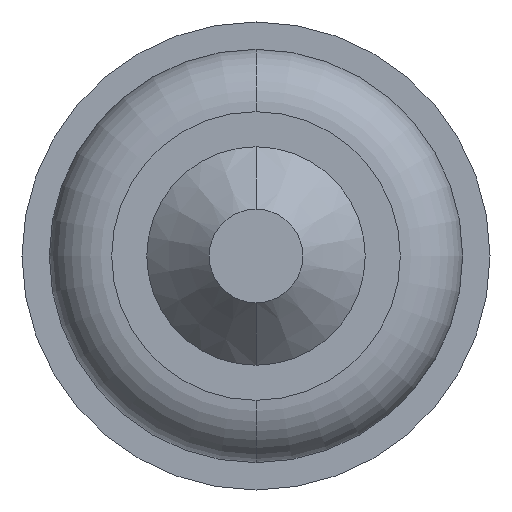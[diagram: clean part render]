
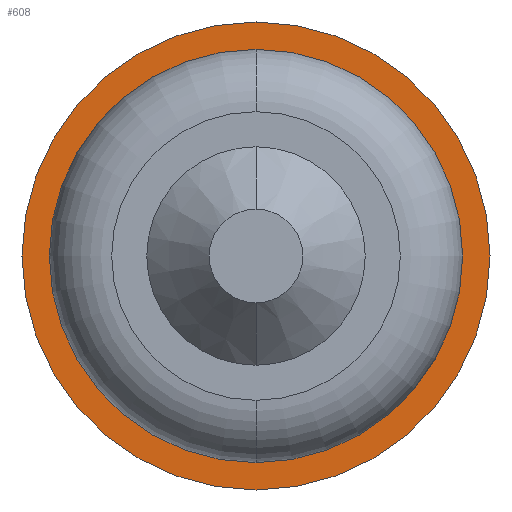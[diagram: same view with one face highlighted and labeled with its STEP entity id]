
A CAD part, front view. The second image highlights one B-rep face of the part: STEP entity #608.
In plain terms, the highlighted planar face has unit normal (0, -1, 0).
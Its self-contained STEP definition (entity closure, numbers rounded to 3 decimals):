
#50 = CIRCLE ( 'NONE', #1768, 1.325 ) ;
#78 = ORIENTED_EDGE ( 'NONE', *, *, #3133, .F. ) ;
#133 = CIRCLE ( 'NONE', #2427, 1.5 ) ;
#259 = DIRECTION ( 'NONE',  ( 0., 1., 0. ) ) ;
#334 = CARTESIAN_POINT ( 'NONE',  ( 0., -4., 0. ) ) ;
#460 = EDGE_CURVE ( 'Defeature ausgef�hrt1_0+Defeature ausgef�hrt1_1+Defeature ausgef�hrt1_1+Defeature ausgef�hrt1_1', #1187, #2476, #3574, .T. ) ;
#556 = CARTESIAN_POINT ( 'NONE',  ( 0., -4., 1.5 ) ) ;
#557 = FACE_BOUND ( 'NONE', #3198, .T. ) ;
#608 = ADVANCED_FACE ( 'Defeature ausgef�hrt1_1', ( #557, #1415 ), #2761, .F. ) ;
#792 = AXIS2_PLACEMENT_3D ( 'NONE', #3325, #1108, #3042 ) ;
#861 = CIRCLE ( 'NONE', #1319, 1.325 ) ;
#1076 = ORIENTED_EDGE ( 'NONE', *, *, #460, .F. ) ;
#1108 = DIRECTION ( 'NONE',  ( 0., 1., 0. ) ) ;
#1187 = VERTEX_POINT ( 'NONE', #1927 ) ;
#1319 = AXIS2_PLACEMENT_3D ( 'NONE', #1351, #3324, #2418 ) ;
#1344 = DIRECTION ( 'NONE',  ( 0., 0., 1. ) ) ;
#1351 = CARTESIAN_POINT ( 'NONE',  ( 0., -4., 0. ) ) ;
#1415 = FACE_OUTER_BOUND ( 'NONE', #2988, .T. ) ;
#1674 = VERTEX_POINT ( 'NONE', #3227 ) ;
#1768 = AXIS2_PLACEMENT_3D ( 'NONE', #334, #3224, #2640 ) ;
#1927 = CARTESIAN_POINT ( 'NONE',  ( 0., -4., -1.5 ) ) ;
#1976 = CARTESIAN_POINT ( 'NONE',  ( 0., -4., 0. ) ) ;
#2131 = ORIENTED_EDGE ( 'NONE', *, *, #2316, .F. ) ;
#2160 = VERTEX_POINT ( 'NONE', #3243 ) ;
#2250 = DIRECTION ( 'NONE',  ( 0., 0., 1. ) ) ;
#2316 = EDGE_CURVE ( 'Defeature ausgef�hrt1_4+Defeature ausgef�hrt1_1+Defeature ausgef�hrt1_1+Defeature ausgef�hrt1_1', #1674, #2160, #861, .T. ) ;
#2418 = DIRECTION ( 'NONE',  ( 0., 0., 1. ) ) ;
#2427 = AXIS2_PLACEMENT_3D ( 'NONE', #1976, #259, #2250 ) ;
#2476 = VERTEX_POINT ( 'NONE', #556 ) ;
#2640 = DIRECTION ( 'NONE',  ( 0., 0., 1. ) ) ;
#2734 = ORIENTED_EDGE ( 'NONE', *, *, #3535, .F. ) ;
#2745 = CARTESIAN_POINT ( 'NONE',  ( 0., -4., 0. ) ) ;
#2761 = PLANE ( 'NONE',  #792 ) ;
#2988 = EDGE_LOOP ( 'NONE', ( #2734, #1076 ) ) ;
#3022 = DIRECTION ( 'NONE',  ( 0., 1., 0. ) ) ;
#3042 = DIRECTION ( 'NONE',  ( 0., 0., 1. ) ) ;
#3133 = EDGE_CURVE ( 'Defeature ausgef�hrt1_4+Defeature ausgef�hrt1_1+Defeature ausgef�hrt1_1+Defeature ausgef�hrt1_1', #2160, #1674, #50, .T. ) ;
#3198 = EDGE_LOOP ( 'NONE', ( #2131, #78 ) ) ;
#3224 = DIRECTION ( 'NONE',  ( 0., -1., 0. ) ) ;
#3227 = CARTESIAN_POINT ( 'NONE',  ( 0., -4., 1.325 ) ) ;
#3243 = CARTESIAN_POINT ( 'NONE',  ( 0., -4., -1.325 ) ) ;
#3324 = DIRECTION ( 'NONE',  ( 0., -1., 0. ) ) ;
#3325 = CARTESIAN_POINT ( 'NONE',  ( 0., -4., 0. ) ) ;
#3535 = EDGE_CURVE ( 'Defeature ausgef�hrt1_0+Defeature ausgef�hrt1_1+Defeature ausgef�hrt1_1+Defeature ausgef�hrt1_1', #2476, #1187, #133, .T. ) ;
#3574 = CIRCLE ( 'NONE', #3631, 1.5 ) ;
#3631 = AXIS2_PLACEMENT_3D ( 'NONE', #2745, #3022, #1344 ) ;
